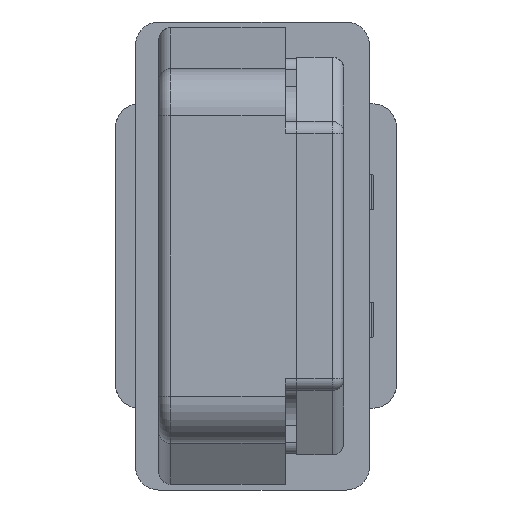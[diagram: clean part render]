
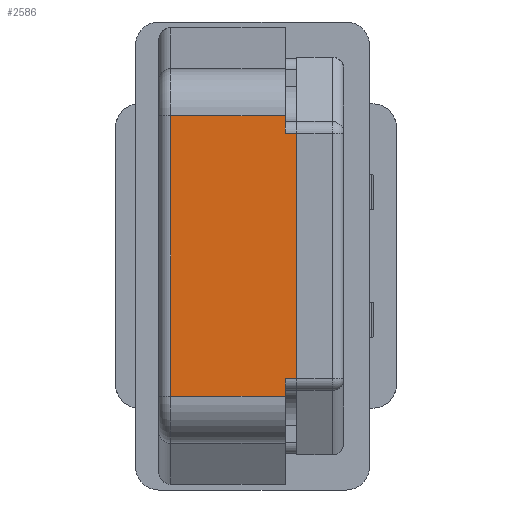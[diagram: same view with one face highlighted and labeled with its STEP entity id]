
A CAD part, left-side view. The second image highlights one B-rep face of the part: STEP entity #2586.
In plain terms, the highlighted planar face has unit normal (-1, 0, 0).
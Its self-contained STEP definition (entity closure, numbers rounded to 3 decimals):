
#128 = LINE ( 'NONE', #367, #1520 ) ;
#348 = DIRECTION ( 'NONE',  ( 1., 0., 0. ) ) ;
#367 = CARTESIAN_POINT ( 'NONE',  ( -21., 0., -6. ) ) ;
#468 = AXIS2_PLACEMENT_3D ( 'NONE', #7531, #348, #4514 ) ;
#595 = LINE ( 'NONE', #3030, #3769 ) ;
#696 = LINE ( 'NONE', #2062, #5277 ) ;
#724 = VECTOR ( 'NONE', #2259, 1000. ) ;
#922 = ORIENTED_EDGE ( 'NONE', *, *, #3759, .T. ) ;
#1107 = LINE ( 'NONE', #1660, #724 ) ;
#1291 = ORIENTED_EDGE ( 'NONE', *, *, #5793, .T. ) ;
#1520 = VECTOR ( 'NONE', #6936, 1000. ) ;
#1660 = CARTESIAN_POINT ( 'NONE',  ( -21., -1.25, 5.75 ) ) ;
#1703 = EDGE_CURVE ( 'NONE', #3521, #3036, #2042, .T. ) ;
#1800 = DIRECTION ( 'NONE',  ( 0., 0., 1. ) ) ;
#1880 = DIRECTION ( 'NONE',  ( 0., 1., 0. ) ) ;
#2042 = LINE ( 'NONE', #3865, #5227 ) ;
#2062 = CARTESIAN_POINT ( 'NONE',  ( -21., 3.65, -6. ) ) ;
#2113 = CARTESIAN_POINT ( 'NONE',  ( -21., -1.75, 5.25 ) ) ;
#2126 = VERTEX_POINT ( 'NONE', #4476 ) ;
#2138 = VERTEX_POINT ( 'NONE', #3316 ) ;
#2220 = EDGE_LOOP ( 'NONE', ( #2804, #6383, #4200, #2828, #922, #5809, #1291, #5381 ) ) ;
#2259 = DIRECTION ( 'NONE',  ( 0., 0., 1. ) ) ;
#2275 = EDGE_CURVE ( 'NONE', #2126, #4444, #1107, .T. ) ;
#2351 = LINE ( 'NONE', #6752, #5341 ) ;
#2586 = ADVANCED_FACE ( 'NONE', ( #3440 ), #5707, .F. ) ;
#2604 = CARTESIAN_POINT ( 'NONE',  ( -21., -1.75, -5.25 ) ) ;
#2804 = ORIENTED_EDGE ( 'NONE', *, *, #7626, .T. ) ;
#2828 = ORIENTED_EDGE ( 'NONE', *, *, #6883, .T. ) ;
#2978 = CARTESIAN_POINT ( 'NONE',  ( -21., -1.25, -9.75 ) ) ;
#3030 = CARTESIAN_POINT ( 'NONE',  ( -21., 0., 6. ) ) ;
#3036 = VERTEX_POINT ( 'NONE', #2113 ) ;
#3316 = CARTESIAN_POINT ( 'NONE',  ( -21., -1.25, -5.25 ) ) ;
#3440 = FACE_OUTER_BOUND ( 'NONE', #2220, .T. ) ;
#3521 = VERTEX_POINT ( 'NONE', #2604 ) ;
#3564 = VECTOR ( 'NONE', #1800, 1000. ) ;
#3624 = DIRECTION ( 'NONE',  ( 0., 1., 0. ) ) ;
#3640 = EDGE_CURVE ( 'NONE', #5498, #6684, #128, .T. ) ;
#3734 = DIRECTION ( 'NONE',  ( 0., -1., 0. ) ) ;
#3759 = EDGE_CURVE ( 'NONE', #2138, #3521, #2351, .T. ) ;
#3769 = VECTOR ( 'NONE', #3624, 1000. ) ;
#3865 = CARTESIAN_POINT ( 'NONE',  ( -21., -1.75, 7.95 ) ) ;
#4200 = ORIENTED_EDGE ( 'NONE', *, *, #3640, .T. ) ;
#4367 = VERTEX_POINT ( 'NONE', #6232 ) ;
#4444 = VERTEX_POINT ( 'NONE', #4512 ) ;
#4476 = CARTESIAN_POINT ( 'NONE',  ( -21., -1.25, 5.25 ) ) ;
#4512 = CARTESIAN_POINT ( 'NONE',  ( -21., -1.25, 6. ) ) ;
#4514 = DIRECTION ( 'NONE',  ( 0., 0., -1. ) ) ;
#4853 = CARTESIAN_POINT ( 'NONE',  ( -21., -1.25, 5.25 ) ) ;
#5168 = LINE ( 'NONE', #2978, #3564 ) ;
#5227 = VECTOR ( 'NONE', #7487, 1000. ) ;
#5277 = VECTOR ( 'NONE', #6266, 1000. ) ;
#5341 = VECTOR ( 'NONE', #3734, 1000. ) ;
#5381 = ORIENTED_EDGE ( 'NONE', *, *, #2275, .T. ) ;
#5498 = VERTEX_POINT ( 'NONE', #7753 ) ;
#5707 = PLANE ( 'NONE',  #468 ) ;
#5793 = EDGE_CURVE ( 'NONE', #3036, #2126, #6604, .T. ) ;
#5809 = ORIENTED_EDGE ( 'NONE', *, *, #1703, .T. ) ;
#5963 = EDGE_CURVE ( 'NONE', #4367, #5498, #696, .T. ) ;
#6232 = CARTESIAN_POINT ( 'NONE',  ( -21., 3.65, 6. ) ) ;
#6266 = DIRECTION ( 'NONE',  ( 0., 0., -1. ) ) ;
#6354 = CARTESIAN_POINT ( 'NONE',  ( -21., -1.25, -6. ) ) ;
#6383 = ORIENTED_EDGE ( 'NONE', *, *, #5963, .T. ) ;
#6430 = VECTOR ( 'NONE', #1880, 1000. ) ;
#6604 = LINE ( 'NONE', #4853, #6430 ) ;
#6684 = VERTEX_POINT ( 'NONE', #6354 ) ;
#6752 = CARTESIAN_POINT ( 'NONE',  ( -21., -1.75, -5.25 ) ) ;
#6883 = EDGE_CURVE ( 'NONE', #6684, #2138, #5168, .T. ) ;
#6936 = DIRECTION ( 'NONE',  ( 0., -1., 0. ) ) ;
#7487 = DIRECTION ( 'NONE',  ( 0., 0., 1. ) ) ;
#7531 = CARTESIAN_POINT ( 'NONE',  ( -21., 0., 0. ) ) ;
#7626 = EDGE_CURVE ( 'NONE', #4444, #4367, #595, .T. ) ;
#7753 = CARTESIAN_POINT ( 'NONE',  ( -21., 3.65, -6. ) ) ;
